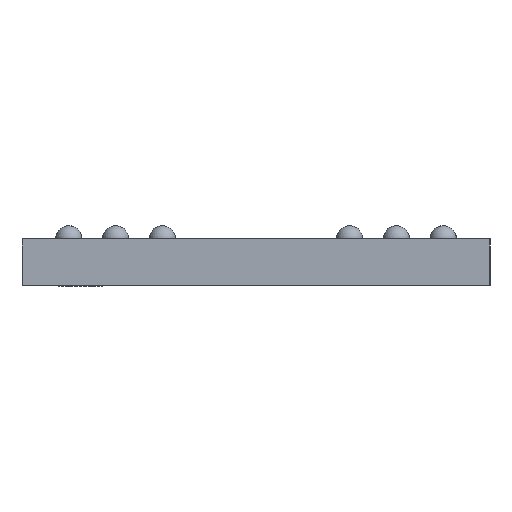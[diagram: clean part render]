
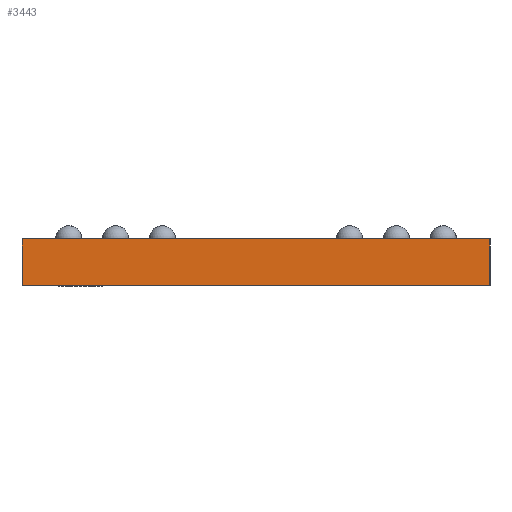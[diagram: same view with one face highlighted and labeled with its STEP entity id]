
A CAD part, left-side view. The second image highlights one B-rep face of the part: STEP entity #3443.
In plain terms, the highlighted planar face has unit normal (-1, 0, 0).
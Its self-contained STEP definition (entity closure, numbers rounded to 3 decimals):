
#77=DIRECTION('',(0.,1.,0.));
#78=VECTOR('',#77,8.);
#79=CARTESIAN_POINT('',(0.,0.,0.));
#80=LINE('',#79,#78);
#84=DIRECTION('',(0.,0.,-1.));
#85=VECTOR('',#84,0.8);
#86=CARTESIAN_POINT('',(0.,0.,0.8));
#87=LINE('',#86,#85);
#98=DIRECTION('',(0.,0.,-1.));
#99=VECTOR('',#98,0.8);
#100=CARTESIAN_POINT('',(0.,8.,0.8));
#101=LINE('',#100,#99);
#126=DIRECTION('',(0.,1.,0.));
#127=VECTOR('',#126,8.);
#128=CARTESIAN_POINT('',(0.,0.,0.8));
#129=LINE('',#128,#127);
#2866=CARTESIAN_POINT('',(0.,0.,0.));
#2868=VERTEX_POINT('',#2866);
#2871=CARTESIAN_POINT('',(0.,8.,0.));
#2872=VERTEX_POINT('',#2871);
#2877=CARTESIAN_POINT('',(0.,0.,0.8));
#2878=VERTEX_POINT('',#2877);
#2881=CARTESIAN_POINT('',(0.,8.,0.8));
#2882=VERTEX_POINT('',#2881);
#3430=CARTESIAN_POINT('',(0.,8.,0.));
#3431=DIRECTION('',(-1.,0.,0.));
#3432=DIRECTION('',(0.,-1.,0.));
#3433=AXIS2_PLACEMENT_3D('',#3430,#3431,#3432);
#3434=PLANE('',#3433);
#3435=ORIENTED_EDGE('',*,*,#3404,.T.);
#3437=ORIENTED_EDGE('',*,*,#3436,.F.);
#3439=ORIENTED_EDGE('',*,*,#3438,.F.);
#3440=ORIENTED_EDGE('',*,*,#3421,.T.);
#3441=EDGE_LOOP('',(#3435,#3437,#3439,#3440));
#3442=FACE_OUTER_BOUND('',#3441,.F.);
#3443=ADVANCED_FACE('',(#3442),#3434,.T.);
#3404=EDGE_CURVE('',#2868,#2872,#80,.T.);
#3421=EDGE_CURVE('',#2878,#2868,#87,.T.);
#3436=EDGE_CURVE('',#2882,#2872,#101,.T.);
#3438=EDGE_CURVE('',#2878,#2882,#129,.T.);
